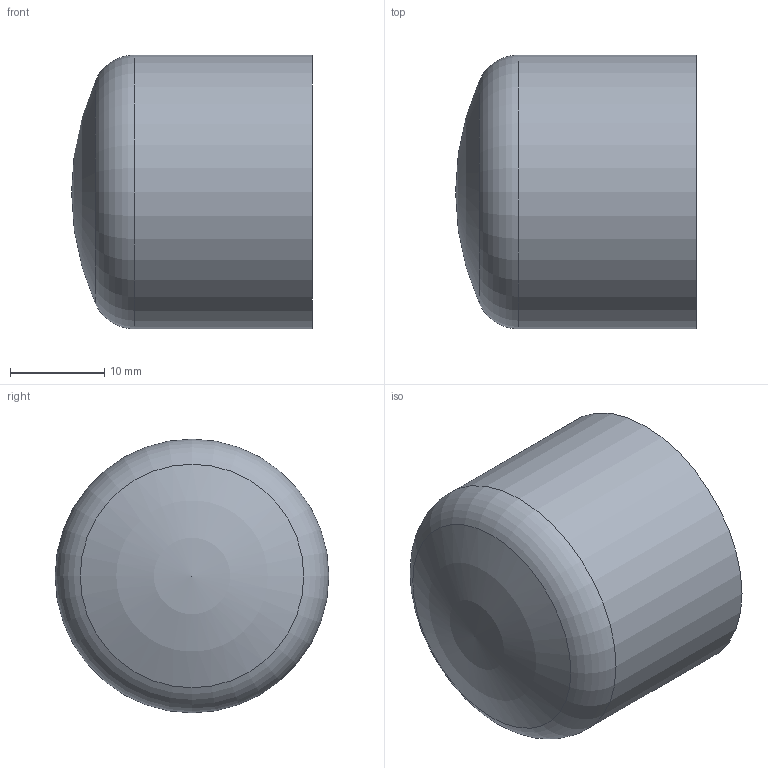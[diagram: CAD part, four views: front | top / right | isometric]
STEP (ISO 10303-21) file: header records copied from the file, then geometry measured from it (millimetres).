
FILE_DESCRIPTION( ( 'STEP AP203' ), '1' );
FILE_NAME( '30054002007(architecture400).stp', '2022-04-08T11:34:16', ( 'License CC BY-ND 4.0' ), ( 'CADENAS' ), ' ', 'PARTsolutions', ' ' );
FILE_SCHEMA( ( 'CONFIG_CONTROL_DESIGN' ) );
Length unit declared in the file: millimetre
Products named in the file (1): _30054002007(architecture400)
Bounding box: 25.5 x 29 x 29 mm (x, y, z)
Volume: 9683.7 mm3; surface area: 4435.5 mm2
Topology: 1 solids, 1 shells, 9 faces, 19 edges, 12 vertices
Faces by surface type: cylinder 3, torus 2, plane 2, sphere 2
Full cylindrical faces by diameter (mm): 17 x1, 20 x1, 29 x1
Entity records: 226 total; most frequent: DIRECTION 36, CARTESIAN_POINT 28, AXIS2_PLACEMENT_3D 18, EDGE_LOOP 16, ORIENTED_EDGE 16, FACE_OUTER_BOUND 14, VERTEX_POINT 10, ADVANCED_FACE 9
